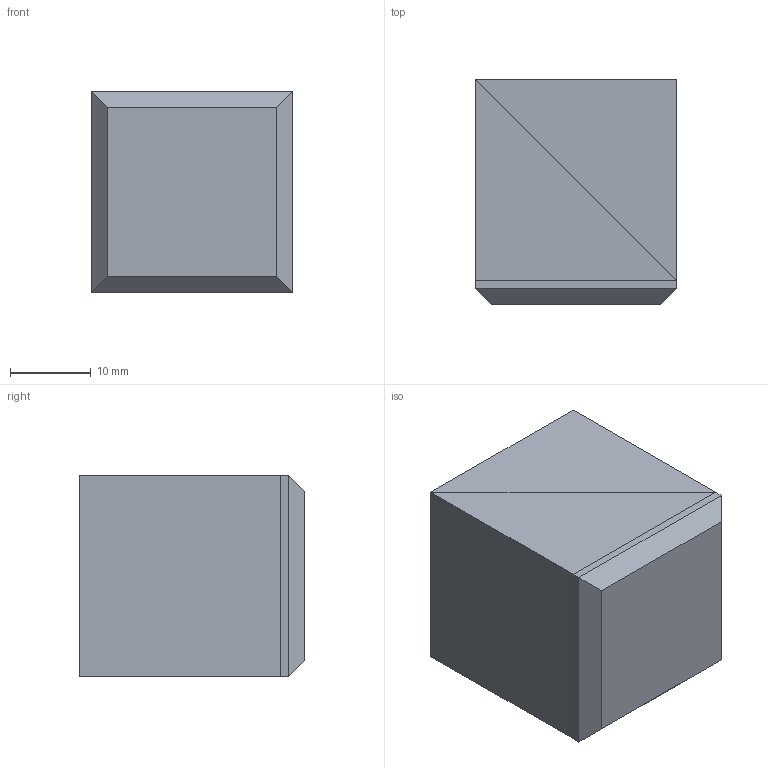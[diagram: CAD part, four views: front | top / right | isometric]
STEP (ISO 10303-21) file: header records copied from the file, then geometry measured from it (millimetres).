
FILE_DESCRIPTION (( 'STEP AP203' ), '1' );
FILE_NAME ('S0SET9125_02.STEP', '2022-03-02T10:12:29', ( '' ), ( '' ), 'SwSTEP 2.0', 'SolidWorks 2021', '' );
FILE_SCHEMA (( 'CONFIG_CONTROL_DESIGN' ));
Length unit declared in the file: millimetre
Products named in the file (5): S9FIL9025; S0SET9125_02; S0PRM9125_020; S0PRM9125_033; S0PRW9125_000
Assembly tree (4 placements, depth 3):
  S0SET9125_02
    S0PRW9125_000
      S0PRM9125_020
      S0PRM9125_033
    S9FIL9025
Bounding box: 25 x 28 x 25 mm (x, y, z)
Volume: 17310.7 mm3; surface area: 6944 mm2
Topology: 3 solids, 3 shells, 20 faces, 38 edges, 24 vertices
Faces by surface type: plane 20
Entity records: 1017 total; most frequent: DIRECTION 94, CARTESIAN_POINT 90, ORIENTED_EDGE 76, PERSON_AND_ORGANIZATION 44, VECTOR 38, LINE 38, EDGE_CURVE 38, LOCAL_TIME 33
